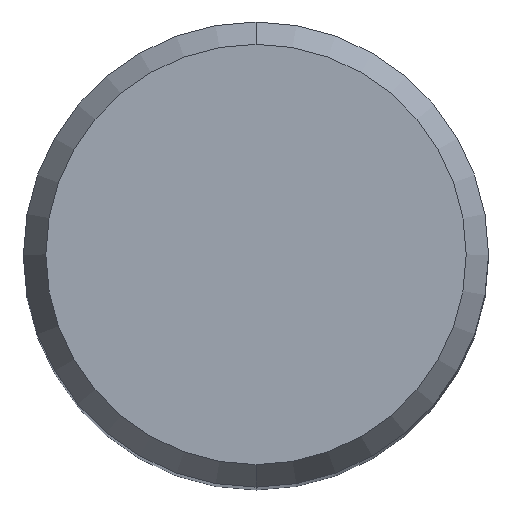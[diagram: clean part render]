
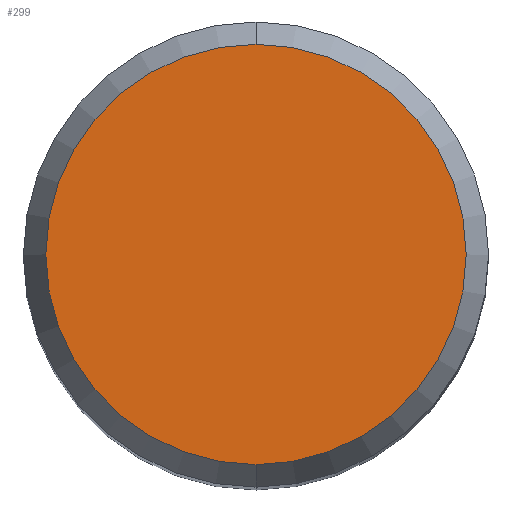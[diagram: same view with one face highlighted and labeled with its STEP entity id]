
A CAD part, top view. The second image highlights one B-rep face of the part: STEP entity #299.
In plain terms, the highlighted planar face has unit normal (0, 0, 1).
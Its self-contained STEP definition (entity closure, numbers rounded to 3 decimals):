
#217=VERTEX_POINT('',#515);
#275=EDGE_CURVE('',#217,#315,#576,.T.);
#299=ADVANCED_FACE('',(#603),#604,.T.);
#315=VERTEX_POINT('',#620);
#363=EDGE_CURVE('',#315,#217,#676,.T.);
#515=CARTESIAN_POINT('',(0.,-5.423,0.0));
#576=CIRCLE('',#1055,5.423);
#603=FACE_OUTER_BOUND('',#1093,.T.);
#604=PLANE('',#1094);
#620=CARTESIAN_POINT('',(0.0,5.423,0.0));
#676=CIRCLE('',#1254,5.423);
#1055=AXIS2_PLACEMENT_3D('',#1546,#1547,#1548);
#1093=EDGE_LOOP('',(#1589,#1590));
#1094=AXIS2_PLACEMENT_3D('',#1591,#1592,#1593);
#1254=AXIS2_PLACEMENT_3D('',#1689,#1690,#1691);
#1546=CARTESIAN_POINT('',(0.0,0.0,0.0));
#1547=DIRECTION('',(0.0,0.0,-1.0));
#1548=DIRECTION('',(0.0,1.0,0.0));
#1589=ORIENTED_EDGE('',*,*,#363,.F.);
#1590=ORIENTED_EDGE('',*,*,#275,.F.);
#1591=CARTESIAN_POINT('',(0.0,2.711,0.0));
#1592=DIRECTION('',(-0.0,0.0,1.0));
#1593=DIRECTION('',(0.0,-1.0,0.0));
#1689=CARTESIAN_POINT('',(0.0,0.0,0.0));
#1690=DIRECTION('',(0.0,0.0,-1.0));
#1691=DIRECTION('',(0.0,1.0,0.0));
